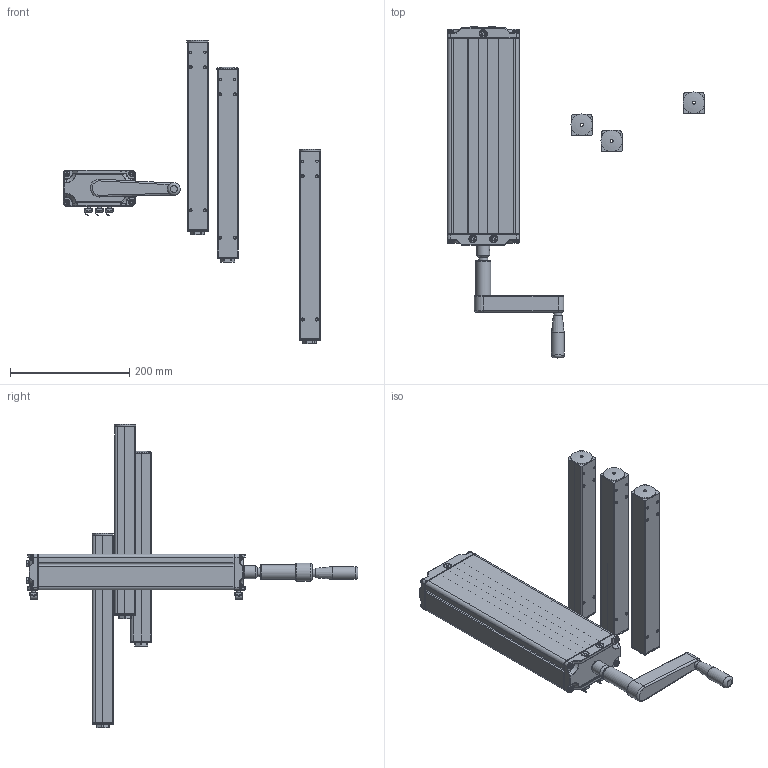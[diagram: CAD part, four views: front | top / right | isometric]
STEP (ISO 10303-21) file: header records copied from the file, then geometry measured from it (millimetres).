
FILE_DESCRIPTION(/* description */ ('Hydrauliksystem LA 200 W - 3 - manuell'),/* implementation_level */ '2;1');
FILE_NAME(/* name */ '270122-3S.step',/* time_stamp */ '2021-08-27T15:13:54+02:00',/* author */ ('MuellerJ'),/* organization */ (''),/* preprocessor_version */ 'ST-DEVELOPER v18.1',/* originating_system */ 'Autodesk Inventor 2021',/* authorisation */ '');
FILE_SCHEMA (('AUTOMOTIVE_DESIGN { 1 0 10303 214 3 1 1 }'));
Length unit declared in the file: millimetre
Products named in the file (25): leer; leer_1; leer_2; leer_3; leer_4; leer_5; leer_6; leer_7; leer_8; leer_9; leer_10; leer_11; leer_12; leer_13; leer_14; leer_15; leer_16; leer_17; leer_18; leer_19; leer_20; leer_21; leer_22; leer_23; 21-1351-2FZ.005
Assembly tree (36 placements, depth 4):
  leer
    leer_1
      leer_2
      leer_3
        leer_4
        leer_5  x3
        leer_6  x4
      leer_7
        leer_8
        leer_9  x4
        leer_10
        leer_11
        leer_12
    leer_13
    leer_14  x3
      leer_15
      leer_16
      leer_17
      leer_18
      leer_19
      leer_20
      leer_21
    leer_22  x3
      leer_23
      21-1351-2FZ.005
Bounding box: 430.86 x 556.25 x 509.2 mm (x, y, z)
Volume: 1257848.3 mm3; surface area: 725807.4 mm2
Topology: 45 solids, 45 shells, 1802 faces, 4192 edges, 2439 vertices
Faces by surface type: plane 706, cylinder 430, cone 328, torus 168, bspline 126, sphere 44
Full cylindrical faces by diameter (mm): 3.1 x1, 3.242 x1, 4 x18, 4.1 x3, 4.134 x12, 5 x11, 5.8 x8, 6 x6, 6.647 x3, 6.8 x3, 8 x3, 8.376 x3, 9.8 x8, 10 x2, 13 x1, 14 x2, 15 x1, 17.3 x3, 17.5 x6, 18 x2, 19 x3, 20.8 x9, 21 x3, 21.5 x1, 22 x1, 25 x4, 28.3 x3, 30.4 x3, 36 x3
Entity records: 28602 total; most frequent: CARTESIAN_POINT 7689, DIRECTION 4476, ORIENTED_EDGE 4006, EDGE_CURVE 2003, AXIS2_PLACEMENT_3D 1747, VERTEX_POINT 1187, LINE 982, VECTOR 982
